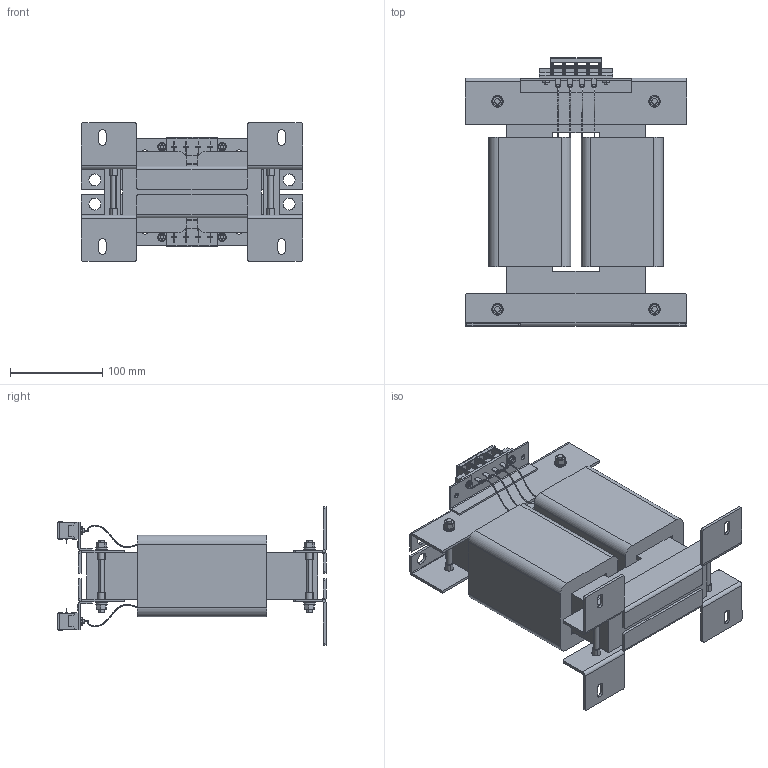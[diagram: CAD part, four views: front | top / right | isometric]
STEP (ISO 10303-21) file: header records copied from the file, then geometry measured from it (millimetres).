
FILE_DESCRIPTION (( 'STEP AP214' ), '1' );
FILE_NAME ('9112.STEP', '2025-04-02T10:33:43', ( '' ), ( '' ), 'SwSTEP 2.0', 'SolidWorks 2022', '' );
FILE_SCHEMA (( 'AUTOMOTIVE_DESIGN' ));
Length unit declared in the file: millimetre
Products named in the file (1): 9112
Bounding box: 240 x 290 x 150 mm (x, y, z)
Volume: 3790518.5 mm3; surface area: 586952.2 mm2
Topology: 74 solids, 74 shells, 2696 faces, 6574 edges, 4032 vertices
Faces by surface type: plane 1532, cylinder 596, bspline 232, cone 200, torus 136
Entity records: 120655 total; most frequent: CARTESIAN_POINT 29193, ORIENTED_EDGE 13084, DIRECTION 11624, EDGE_CURVE 6542, VERTEX_POINT 4032, VECTOR 3926, LINE 3926, AXIS2_PLACEMENT_3D 3849
